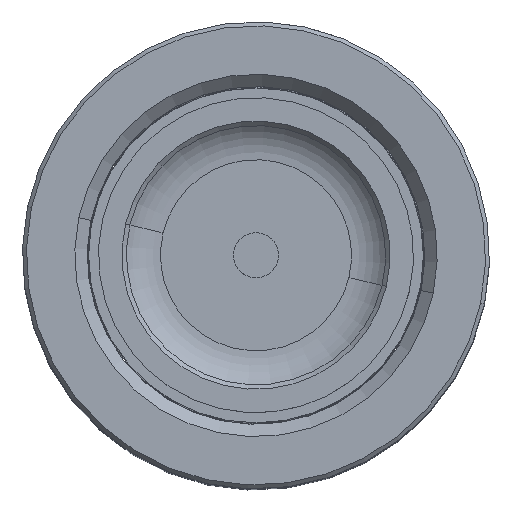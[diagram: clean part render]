
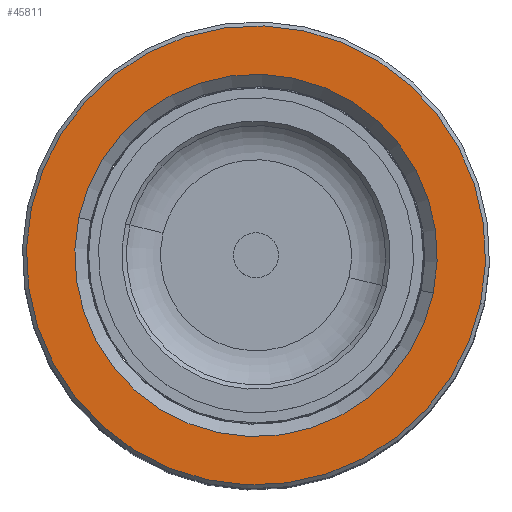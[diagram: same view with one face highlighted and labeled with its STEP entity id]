
A CAD part, top view. The second image highlights one B-rep face of the part: STEP entity #45811.
In plain terms, the highlighted planar face has unit normal (0, 0, 1).
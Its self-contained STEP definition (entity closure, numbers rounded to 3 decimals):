
#2738 = CIRCLE ( 'NONE', #3169, 32.2 ) ;
#3036 = DIRECTION ( 'NONE',  ( 1., 0., 0. ) ) ;
#3169 = AXIS2_PLACEMENT_3D ( 'NONE', #27797, #15153, #3036 ) ;
#7420 = VERTEX_POINT ( 'NONE', #12348 ) ;
#7639 = DIRECTION ( 'NONE',  ( 0., 0., -1. ) ) ;
#8427 = CIRCLE ( 'NONE', #41339, 40.8 ) ;
#11945 = DIRECTION ( 'NONE',  ( 1., 0., 0. ) ) ;
#12258 = EDGE_CURVE ( 'NONE', #39158, #25362, #2738, .T. ) ;
#12348 = CARTESIAN_POINT ( 'NONE',  ( 40.8, 0., 120. ) ) ;
#15153 = DIRECTION ( 'NONE',  ( 0., 0., -1. ) ) ;
#15322 = ORIENTED_EDGE ( 'NONE', *, *, #16684, .T. ) ;
#15778 = DIRECTION ( 'NONE',  ( 1., 0., 0. ) ) ;
#16431 = DIRECTION ( 'NONE',  ( 0., 0., 1. ) ) ;
#16684 = EDGE_CURVE ( 'NONE', #7420, #17861, #8427, .T. ) ;
#17705 = ORIENTED_EDGE ( 'NONE', *, *, #12258, .T. ) ;
#17861 = VERTEX_POINT ( 'NONE', #29188 ) ;
#23460 = AXIS2_PLACEMENT_3D ( 'NONE', #41547, #16431, #24888 ) ;
#24191 = PLANE ( 'NONE',  #23460 ) ;
#24245 = CARTESIAN_POINT ( 'NONE',  ( 0., 0., 120. ) ) ;
#24287 = CARTESIAN_POINT ( 'NONE',  ( -32.2, 0., 120. ) ) ;
#24888 = DIRECTION ( 'NONE',  ( 1., 0., 0. ) ) ;
#25362 = VERTEX_POINT ( 'NONE', #30494 ) ;
#26173 = CIRCLE ( 'NONE', #32868, 40.8 ) ;
#26619 = EDGE_CURVE ( 'NONE', #17861, #7420, #26173, .T. ) ;
#26630 = ORIENTED_EDGE ( 'NONE', *, *, #26619, .T. ) ;
#27797 = CARTESIAN_POINT ( 'NONE',  ( 0., 0., 120. ) ) ;
#29188 = CARTESIAN_POINT ( 'NONE',  ( -40.8, 0., 120. ) ) ;
#30494 = CARTESIAN_POINT ( 'NONE',  ( 32.2, 0., 120. ) ) ;
#32560 = DIRECTION ( 'NONE',  ( 0., 0., 1. ) ) ;
#32868 = AXIS2_PLACEMENT_3D ( 'NONE', #51061, #34554, #46338 ) ;
#33102 = ORIENTED_EDGE ( 'NONE', *, *, #41028, .T. ) ;
#34554 = DIRECTION ( 'NONE',  ( 0., 0., 1. ) ) ;
#35496 = EDGE_LOOP ( 'NONE', ( #33102, #17705 ) ) ;
#37249 = AXIS2_PLACEMENT_3D ( 'NONE', #45035, #7639, #11945 ) ;
#38072 = FACE_OUTER_BOUND ( 'NONE', #52694, .T. ) ;
#38721 = CIRCLE ( 'NONE', #37249, 32.2 ) ;
#39158 = VERTEX_POINT ( 'NONE', #24287 ) ;
#41028 = EDGE_CURVE ( 'NONE', #25362, #39158, #38721, .T. ) ;
#41339 = AXIS2_PLACEMENT_3D ( 'NONE', #24245, #32560, #15778 ) ;
#41547 = CARTESIAN_POINT ( 'NONE',  ( 0., 0., 120. ) ) ;
#45035 = CARTESIAN_POINT ( 'NONE',  ( 0., 0., 120. ) ) ;
#45811 = ADVANCED_FACE ( 'NONE', ( #38072, #51718 ), #24191, .T. ) ;
#46338 = DIRECTION ( 'NONE',  ( 1., 0., 0. ) ) ;
#51061 = CARTESIAN_POINT ( 'NONE',  ( 0., 0., 120. ) ) ;
#51718 = FACE_BOUND ( 'NONE', #35496, .T. ) ;
#52694 = EDGE_LOOP ( 'NONE', ( #26630, #15322 ) ) ;
